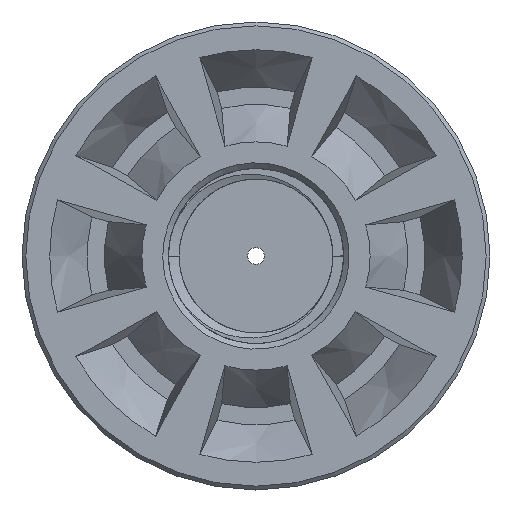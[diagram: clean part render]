
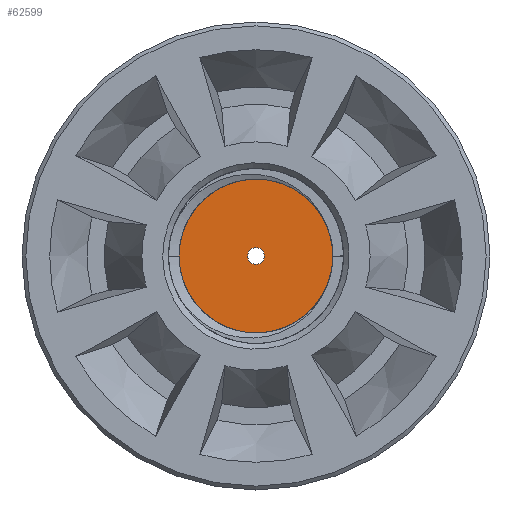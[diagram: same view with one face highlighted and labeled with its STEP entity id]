
A CAD part, front view. The second image highlights one B-rep face of the part: STEP entity #62599.
In plain terms, the highlighted planar face has unit normal (0, -1, 0).
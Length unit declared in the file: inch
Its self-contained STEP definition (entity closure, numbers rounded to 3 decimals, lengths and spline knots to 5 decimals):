
#62568=CARTESIAN_POINT('',(-0.0625,0.,0.0));
#62569=VERTEX_POINT('',#62568);
#62570=CARTESIAN_POINT('',(0.,0.,0.0));
#62571=DIRECTION('',(0.0,1.0,0.0));
#62572=DIRECTION('',(-1.0,0.0,0.0));
#62573=AXIS2_PLACEMENT_3D('',#62570,#62571,#62572);
#62574=CIRCLE('',#62573,0.0625);
#62575=EDGE_CURVE('',#62569,#62569,#62574,.T.);
#62580=CARTESIAN_POINT('',(-0.74875,0.,0.0));
#62581=DIRECTION('',(0.0,-1.0,0.0));
#62582=DIRECTION('',(0.0,0.0,-1.0));
#62583=AXIS2_PLACEMENT_3D('',#62580,#62581,#62582);
#62584=PLANE('',#62583);
#62585=CARTESIAN_POINT('',(-1.4975,0.,0.0));
#62586=VERTEX_POINT('',#62585);
#62587=CARTESIAN_POINT('',(0.,0.,0.0));
#62588=DIRECTION('',(0.0,1.0,0.0));
#62589=DIRECTION('',(-1.0,0.0,0.0));
#62590=AXIS2_PLACEMENT_3D('',#62587,#62588,#62589);
#62591=CIRCLE('',#62590,1.4975);
#62592=EDGE_CURVE('',#62586,#62586,#62591,.T.);
#62593=ORIENTED_EDGE('',*,*,#62592,.F.);
#62594=EDGE_LOOP('',(#62593));
#62595=FACE_OUTER_BOUND('',#62594,.T.);
#62596=ORIENTED_EDGE('',*,*,#62575,.T.);
#62597=EDGE_LOOP('',(#62596));
#62598=FACE_BOUND('',#62597,.T.);
#62599=ADVANCED_FACE('',(#62595,#62598),#62584,.T.);
